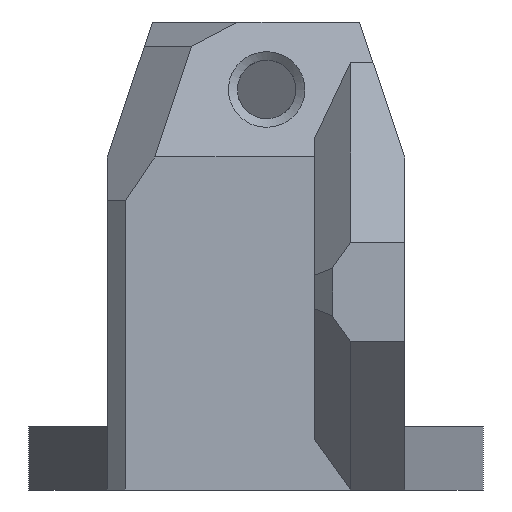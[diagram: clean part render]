
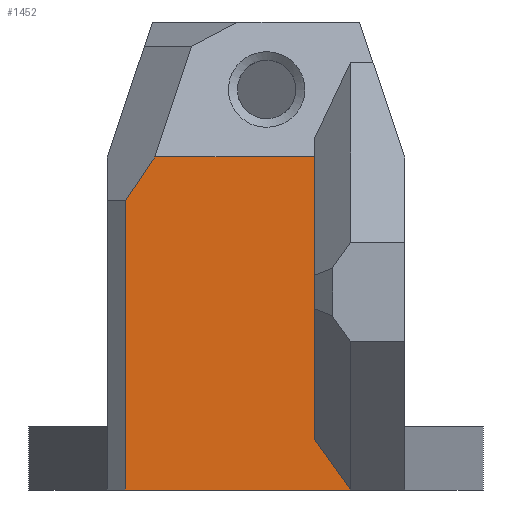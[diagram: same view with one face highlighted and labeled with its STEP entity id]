
A CAD part, front view. The second image highlights one B-rep face of the part: STEP entity #1452.
In plain terms, the highlighted planar face has unit normal (0, -1, 0).
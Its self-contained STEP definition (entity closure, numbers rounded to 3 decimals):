
#93=FACE_OUTER_BOUND('',#173,.T.);
#173=EDGE_LOOP('',(#1135,#1136,#1137,#1138,#1139,#1140));
#243=LINE('',#1998,#430);
#251=LINE('',#2013,#438);
#269=LINE('',#2052,#456);
#279=LINE('',#2073,#466);
#326=LINE('',#2341,#513);
#338=LINE('',#2364,#525);
#430=VECTOR('',#1629,10.);
#438=VECTOR('',#1639,10.);
#456=VECTOR('',#1671,10.);
#466=VECTOR('',#1685,10.);
#513=VECTOR('',#1758,10.);
#525=VECTOR('',#1782,10.);
#613=VERTEX_POINT('',#1996);
#614=VERTEX_POINT('',#1997);
#620=VERTEX_POINT('',#2011);
#631=VERTEX_POINT('',#2045);
#634=VERTEX_POINT('',#2050);
#643=VERTEX_POINT('',#2072);
#754=EDGE_CURVE('',#613,#614,#243,.T.);
#762=EDGE_CURVE('',#614,#620,#251,.T.);
#781=EDGE_CURVE('',#634,#631,#269,.T.);
#791=EDGE_CURVE('',#631,#643,#279,.T.);
#844=EDGE_CURVE('',#643,#620,#326,.T.);
#856=EDGE_CURVE('',#613,#634,#338,.T.);
#1135=ORIENTED_EDGE('',*,*,#781,.F.);
#1136=ORIENTED_EDGE('',*,*,#856,.F.);
#1137=ORIENTED_EDGE('',*,*,#754,.T.);
#1138=ORIENTED_EDGE('',*,*,#762,.T.);
#1139=ORIENTED_EDGE('',*,*,#844,.F.);
#1140=ORIENTED_EDGE('',*,*,#791,.F.);
#1382=PLANE('',#1542);
#1452=ADVANCED_FACE('',(#93),#1382,.T.);
#1542=AXIS2_PLACEMENT_3D('',#2363,#1780,#1781);
#1629=DIRECTION('',(-0.577,0.,0.816));
#1639=DIRECTION('',(0.,0.,1.));
#1671=DIRECTION('',(0.,0.,1.));
#1685=DIRECTION('',(0.555,0.,0.832));
#1758=DIRECTION('',(1.,0.,0.));
#1780=DIRECTION('center_axis',(0.,-1.,0.));
#1781=DIRECTION('ref_axis',(-1.,0.,0.));
#1782=DIRECTION('',(-1.,0.,0.));
#1996=CARTESIAN_POINT('',(10.5,-29.15,-2.));
#1997=CARTESIAN_POINT('',(6.5,-29.15,3.657));
#1998=CARTESIAN_POINT('',(6.635,-29.15,3.466));
#2011=CARTESIAN_POINT('',(6.5,-29.15,35.));
#2013=CARTESIAN_POINT('',(6.5,-29.15,10.));
#2045=CARTESIAN_POINT('',(-14.5,-29.15,30.134));
#2050=CARTESIAN_POINT('',(-14.5,-29.15,-2.));
#2052=CARTESIAN_POINT('',(-14.5,-29.15,0.));
#2072=CARTESIAN_POINT('',(-11.256,-29.15,35.));
#2073=CARTESIAN_POINT('',(-12.434,-29.15,33.233));
#2341=CARTESIAN_POINT('',(8.25,-29.15,35.));
#2363=CARTESIAN_POINT('Origin',(16.5,-29.15,0.));
#2364=CARTESIAN_POINT('',(-16.5,-29.15,-2.));
